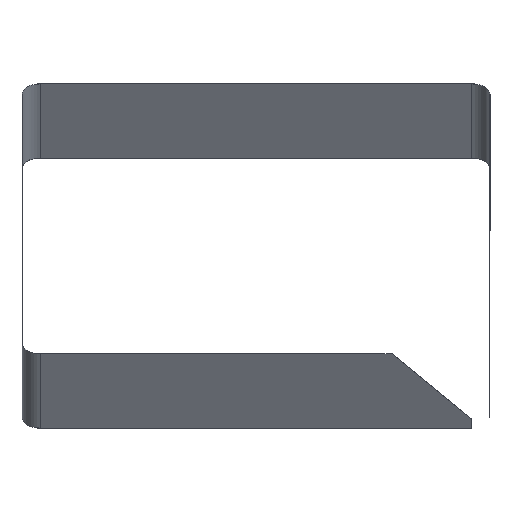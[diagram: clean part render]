
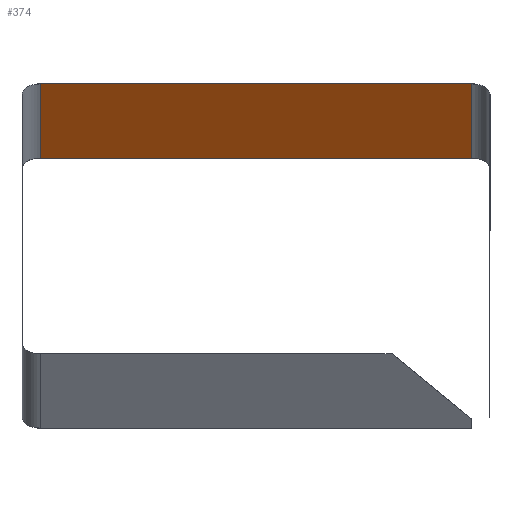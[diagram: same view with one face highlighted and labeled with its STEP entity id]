
A CAD part, isometric view. The second image highlights one B-rep face of the part: STEP entity #374.
In plain terms, the highlighted planar face has unit normal (-0.707, -0.707, 0).
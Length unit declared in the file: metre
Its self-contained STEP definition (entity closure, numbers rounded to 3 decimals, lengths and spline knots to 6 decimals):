
#87=ORIENTED_EDGE('',*,*,#157,.T.);
#88=ORIENTED_EDGE('',*,*,#181,.F.);
#89=ORIENTED_EDGE('',*,*,#166,.F.);
#90=ORIENTED_EDGE('',*,*,#180,.T.);
#157=EDGE_CURVE('',#212,#211,#243,.T.);
#166=EDGE_CURVE('',#219,#220,#248,.T.);
#180=EDGE_CURVE('',#219,#212,#258,.T.);
#181=EDGE_CURVE('',#220,#211,#259,.T.);
#211=VERTEX_POINT('',#581);
#212=VERTEX_POINT('',#583);
#219=VERTEX_POINT('',#599);
#220=VERTEX_POINT('',#601);
#243=LINE('',#582,#285);
#248=LINE('',#600,#290);
#258=LINE('',#626,#300);
#259=LINE('',#628,#301);
#285=VECTOR('',#462,1.);
#290=VECTOR('',#477,1.);
#300=VECTOR('',#503,1.);
#301=VECTOR('',#506,1.);
#320=EDGE_LOOP('',(#87,#88,#89,#90));
#340=FACE_BOUND('',#320,.T.);
#358=PLANE('',#419);
#374=ADVANCED_FACE('',(#340),#358,.T.);
#419=AXIS2_PLACEMENT_3D('',#627,#504,#505);
#462=DIRECTION('',(0.707,-0.707,0.));
#477=DIRECTION('',(0.707,-0.707,0.));
#503=DIRECTION('',(0.,0.,-1.));
#504=DIRECTION('',(-0.707,-0.707,0.));
#505=DIRECTION('',(0.707,-0.707,0.));
#506=DIRECTION('',(0.,0.,-1.));
#581=CARTESIAN_POINT('',(0.066417,0.002661,-0.16934));
#582=CARTESIAN_POINT('',(0.066417,0.002661,-0.16934));
#583=CARTESIAN_POINT('',(0.002661,0.066417,-0.16934));
#599=CARTESIAN_POINT('',(0.002661,0.066417,-0.15034));
#600=CARTESIAN_POINT('',(0.003052,0.066025,-0.15034));
#601=CARTESIAN_POINT('',(0.066417,0.002661,-0.15034));
#626=CARTESIAN_POINT('',(0.002661,0.066417,-0.15034));
#627=CARTESIAN_POINT('',(0.066417,0.002661,-0.15034));
#628=CARTESIAN_POINT('',(0.066417,0.002661,-0.15034));
